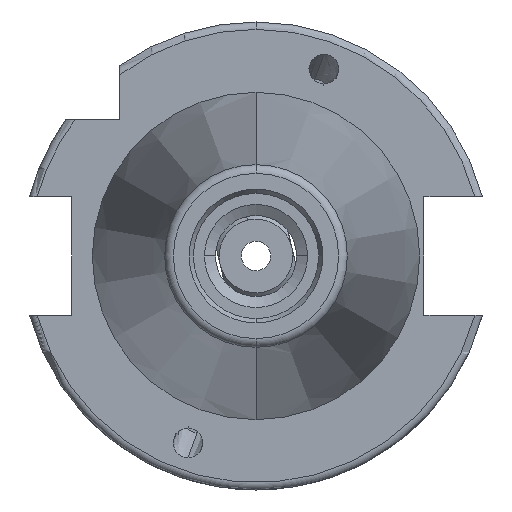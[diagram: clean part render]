
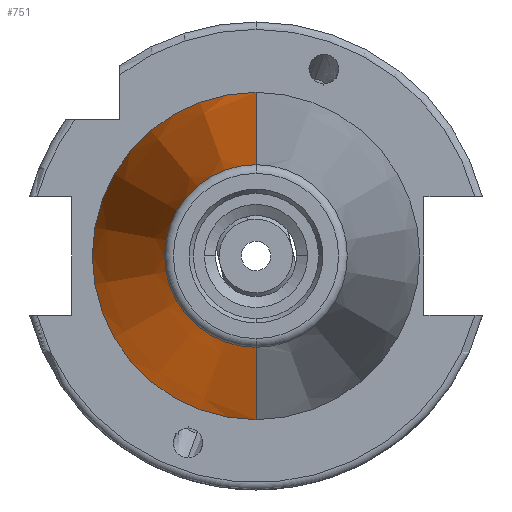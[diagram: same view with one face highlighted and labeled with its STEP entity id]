
A CAD part, left-side view. The second image highlights one B-rep face of the part: STEP entity #751.
In plain terms, the highlighted conical face has half-angle 8.297 degrees and reference radius 22.225 mm.
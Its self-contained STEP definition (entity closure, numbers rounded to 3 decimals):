
#2 = CARTESIAN_POINT ( 'NONE',  ( -67.373, 0., 0. ) ) ;
#82 = VECTOR ( 'NONE', #9101, 1000. ) ;
#415 = ORIENTED_EDGE ( 'NONE', *, *, #9331, .T. ) ;
#479 = VERTEX_POINT ( 'NONE', #6256 ) ;
#485 = VERTEX_POINT ( 'NONE', #6065 ) ;
#518 = AXIS2_PLACEMENT_3D ( 'NONE', #8789, #4456, #9485 ) ;
#751 = ADVANCED_FACE ( 'NONE', ( #9479 ), #6666, .T. ) ;
#816 = DIRECTION ( 'NONE',  ( 0., -1., 0. ) ) ;
#1406 = CARTESIAN_POINT ( 'NONE',  ( 0., -22.225, 0. ) ) ;
#1499 = AXIS2_PLACEMENT_3D ( 'NONE', #3551, #3581, #3446 ) ;
#1541 = VECTOR ( 'NONE', #5126, 1000. ) ;
#3446 = DIRECTION ( 'NONE',  ( 0., 1., 0. ) ) ;
#3551 = CARTESIAN_POINT ( 'NONE',  ( 0., 0., 0. ) ) ;
#3581 = DIRECTION ( 'NONE',  ( 1., 0., 0. ) ) ;
#4334 = LINE ( 'NONE', #6170, #82 ) ;
#4422 = ORIENTED_EDGE ( 'NONE', *, *, #8440, .F. ) ;
#4456 = DIRECTION ( 'NONE',  ( -1., 0., 0. ) ) ;
#4829 = VERTEX_POINT ( 'NONE', #6884 ) ;
#5126 = DIRECTION ( 'NONE',  ( 0.99, -0.144, 0. ) ) ;
#5231 = CIRCLE ( 'NONE', #518, 22.225 ) ;
#5271 = DIRECTION ( 'NONE',  ( -1., 0., 0. ) ) ;
#5453 = CIRCLE ( 'NONE', #7399, 12.4 ) ;
#6057 = CARTESIAN_POINT ( 'NONE',  ( -67.373, 12.4, 0. ) ) ;
#6065 = CARTESIAN_POINT ( 'NONE',  ( 0., -22.225, 0. ) ) ;
#6105 = ORIENTED_EDGE ( 'NONE', *, *, #8216, .F. ) ;
#6170 = CARTESIAN_POINT ( 'NONE',  ( 0., 22.225, 0. ) ) ;
#6256 = CARTESIAN_POINT ( 'NONE',  ( -67.373, -12.4, 0. ) ) ;
#6666 = CONICAL_SURFACE ( 'NONE', #1499, 22.225, 0.145 ) ;
#6884 = CARTESIAN_POINT ( 'NONE',  ( 0., 22.225, 0. ) ) ;
#7399 = AXIS2_PLACEMENT_3D ( 'NONE', #2, #5271, #816 ) ;
#7606 = LINE ( 'NONE', #1406, #1541 ) ;
#8038 = ORIENTED_EDGE ( 'NONE', *, *, #9380, .T. ) ;
#8216 = EDGE_CURVE ( 'NONE', #9506, #4829, #4334, .T. ) ;
#8440 = EDGE_CURVE ( 'NONE', #479, #9506, #5453, .T. ) ;
#8638 = EDGE_LOOP ( 'NONE', ( #4422, #415, #8038, #6105 ) ) ;
#8789 = CARTESIAN_POINT ( 'NONE',  ( 0., 0., 0. ) ) ;
#9101 = DIRECTION ( 'NONE',  ( 0.99, 0.144, 0. ) ) ;
#9331 = EDGE_CURVE ( 'NONE', #479, #485, #7606, .T. ) ;
#9380 = EDGE_CURVE ( 'NONE', #485, #4829, #5231, .T. ) ;
#9479 = FACE_OUTER_BOUND ( 'NONE', #8638, .T. ) ;
#9485 = DIRECTION ( 'NONE',  ( 0., -1., 0. ) ) ;
#9506 = VERTEX_POINT ( 'NONE', #6057 ) ;
